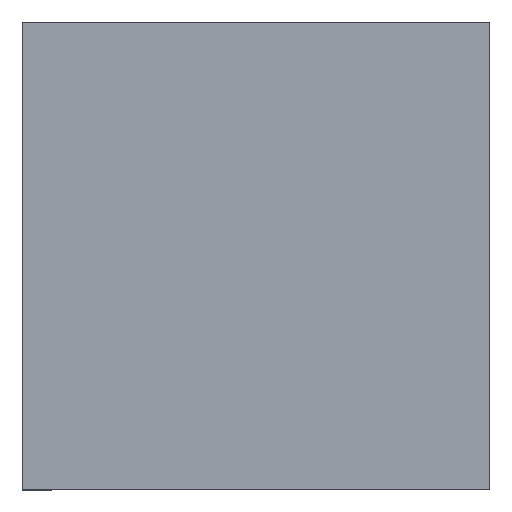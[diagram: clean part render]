
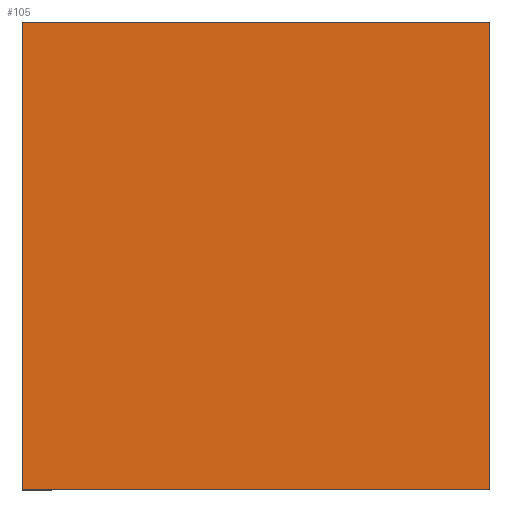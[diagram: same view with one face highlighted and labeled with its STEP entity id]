
A CAD part, top view. The second image highlights one B-rep face of the part: STEP entity #105.
In plain terms, the highlighted planar face has unit normal (0, 0, 1).
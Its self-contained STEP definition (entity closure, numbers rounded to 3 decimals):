
#19=FACE_OUTER_BOUND('',#25,.T.);
#25=EDGE_LOOP('',(#87,#88,#89,#90));
#27=LINE('',#157,#39);
#31=LINE('',#165,#43);
#34=LINE('',#171,#46);
#37=LINE('',#176,#49);
#39=VECTOR('',#131,10.);
#43=VECTOR('',#137,10.);
#46=VECTOR('',#142,10.);
#49=VECTOR('',#147,10.);
#51=VERTEX_POINT('',#155);
#52=VERTEX_POINT('',#156);
#55=VERTEX_POINT('',#164);
#57=VERTEX_POINT('',#170);
#59=EDGE_CURVE('',#51,#52,#27,.T.);
#63=EDGE_CURVE('',#55,#51,#31,.T.);
#66=EDGE_CURVE('',#57,#55,#34,.T.);
#69=EDGE_CURVE('',#52,#57,#37,.T.);
#87=ORIENTED_EDGE('',*,*,#69,.F.);
#88=ORIENTED_EDGE('',*,*,#59,.F.);
#89=ORIENTED_EDGE('',*,*,#63,.F.);
#90=ORIENTED_EDGE('',*,*,#66,.F.);
#99=PLANE('',#125);
#105=ADVANCED_FACE('',(#19),#99,.F.);
#125=AXIS2_PLACEMENT_3D('',#178,#149,#150);
#131=DIRECTION('',(-1.,0.,0.));
#137=DIRECTION('',(0.,-1.,0.));
#142=DIRECTION('',(1.,0.,0.));
#147=DIRECTION('',(0.,1.,0.));
#149=DIRECTION('center_axis',(0.,0.,-1.));
#150=DIRECTION('ref_axis',(-1.,0.,0.));
#155=CARTESIAN_POINT('',(5.5,-5.5,9.2));
#156=CARTESIAN_POINT('',(-5.5,-5.5,9.2));
#157=CARTESIAN_POINT('',(5.5,-5.5,9.2));
#164=CARTESIAN_POINT('',(5.5,5.5,9.2));
#165=CARTESIAN_POINT('',(5.5,5.5,9.2));
#170=CARTESIAN_POINT('',(-5.5,5.5,9.2));
#171=CARTESIAN_POINT('',(-5.5,5.5,9.2));
#176=CARTESIAN_POINT('',(-5.5,5.5,9.2));
#178=CARTESIAN_POINT('Origin',(0.,0.,9.2));
